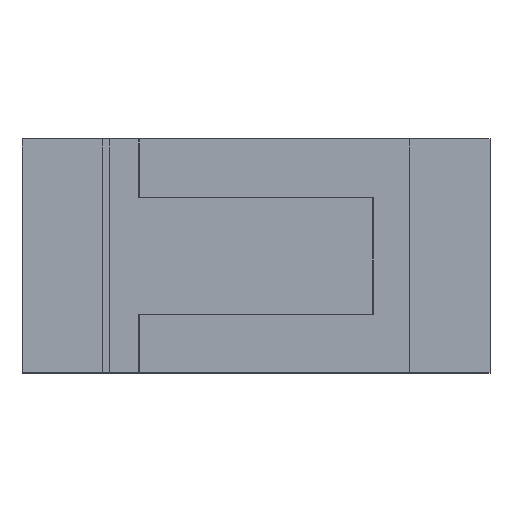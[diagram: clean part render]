
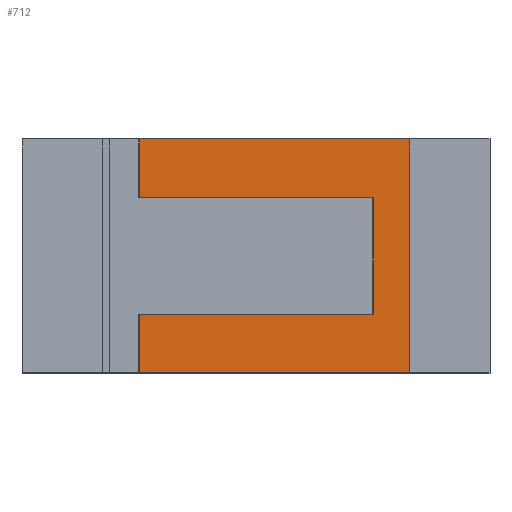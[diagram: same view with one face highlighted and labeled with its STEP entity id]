
A CAD part, top view. The second image highlights one B-rep face of the part: STEP entity #712.
In plain terms, the highlighted planar face has unit normal (0, 0, 1).
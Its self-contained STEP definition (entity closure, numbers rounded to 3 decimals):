
#42=FACE_OUTER_BOUND($,#84,.T.);
#84=EDGE_LOOP($,(#542,#543,#544,#545,#546,#547,#548,#549));
#130=LINE($,#1025,#226);
#134=LINE($,#1033,#230);
#141=LINE($,#1049,#237);
#145=LINE($,#1057,#241);
#148=LINE($,#1062,#244);
#155=LINE($,#1075,#251);
#156=LINE($,#1077,#252);
#157=LINE($,#1078,#253);
#226=VECTOR($,#839,1.6);
#230=VECTOR($,#845,0.4);
#237=VECTOR($,#856,0.4);
#241=VECTOR($,#862,1.6);
#244=VECTOR($,#867,0.8);
#251=VECTOR($,#880,1.85);
#252=VECTOR($,#881,1.6);
#253=VECTOR($,#882,1.85);
#314=VERTEX_POINT($,#1023);
#315=VERTEX_POINT($,#1024);
#318=VERTEX_POINT($,#1032);
#324=VERTEX_POINT($,#1047);
#325=VERTEX_POINT($,#1048);
#328=VERTEX_POINT($,#1056);
#332=VERTEX_POINT($,#1074);
#333=VERTEX_POINT($,#1076);
#386=EDGE_CURVE($,#314,#315,#130,.T.);
#390=EDGE_CURVE($,#318,#314,#134,.T.);
#397=EDGE_CURVE($,#324,#325,#141,.T.);
#401=EDGE_CURVE($,#328,#324,#145,.T.);
#404=EDGE_CURVE($,#315,#328,#148,.T.);
#411=EDGE_CURVE($,#325,#332,#155,.T.);
#412=EDGE_CURVE($,#332,#333,#156,.T.);
#413=EDGE_CURVE($,#333,#318,#157,.T.);
#542=ORIENTED_EDGE($,*,*,#390,.T.);
#543=ORIENTED_EDGE($,*,*,#386,.T.);
#544=ORIENTED_EDGE($,*,*,#404,.T.);
#545=ORIENTED_EDGE($,*,*,#401,.T.);
#546=ORIENTED_EDGE($,*,*,#397,.T.);
#547=ORIENTED_EDGE($,*,*,#411,.T.);
#548=ORIENTED_EDGE($,*,*,#412,.T.);
#549=ORIENTED_EDGE($,*,*,#413,.T.);
#670=PLANE($,#765);
#712=ADVANCED_FACE($,(#42),#670,.T.);
#765=AXIS2_PLACEMENT_3D($,#1073,#878,#879);
#839=DIRECTION($,(1.,0.,0.));
#845=DIRECTION($,(0.,-1.,0.));
#856=DIRECTION($,(0.,-1.,0.));
#862=DIRECTION($,(-1.,0.,0.));
#867=DIRECTION($,(0.,-1.,0.));
#878=DIRECTION('center_axis',(0.,0.,1.));
#879=DIRECTION('ref_axis',(1.,0.,0.));
#880=DIRECTION($,(1.,0.,0.));
#881=DIRECTION($,(0.,1.,0.));
#882=DIRECTION($,(-1.,0.,0.));
#1023=CARTESIAN_POINT('',(-0.8,0.4,0.25));
#1024=CARTESIAN_POINT('',(0.8,0.4,0.25));
#1025=CARTESIAN_POINT($,(-0.4,0.4,0.25));
#1032=CARTESIAN_POINT('',(-0.8,0.8,0.25));
#1033=CARTESIAN_POINT($,(-0.8,0.4,0.25));
#1047=CARTESIAN_POINT('',(-0.8,-0.4,0.25));
#1048=CARTESIAN_POINT('',(-0.8,-0.8,0.25));
#1049=CARTESIAN_POINT($,(-0.8,-0.2,0.25));
#1056=CARTESIAN_POINT('',(0.8,-0.4,0.25));
#1057=CARTESIAN_POINT($,(0.4,-0.4,0.25));
#1062=CARTESIAN_POINT($,(0.8,0.2,0.25));
#1073=CARTESIAN_POINT('Origin',(0.,0.,0.25));
#1074=CARTESIAN_POINT('',(1.05,-0.8,0.25));
#1075=CARTESIAN_POINT($,(-1.05,-0.8,0.25));
#1076=CARTESIAN_POINT('',(1.05,0.8,0.25));
#1077=CARTESIAN_POINT($,(1.05,-0.8,0.25));
#1078=CARTESIAN_POINT($,(1.05,0.8,0.25));
